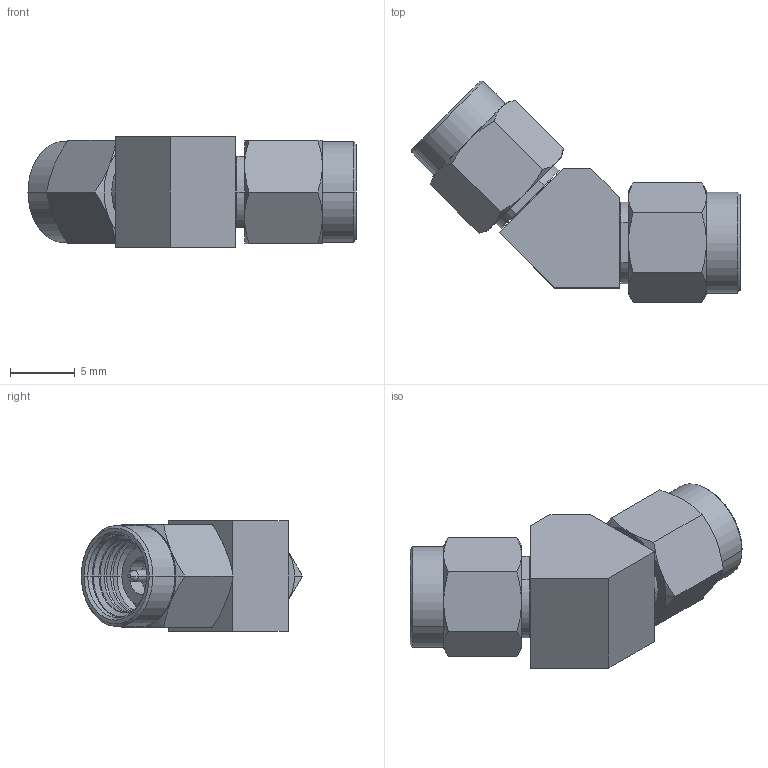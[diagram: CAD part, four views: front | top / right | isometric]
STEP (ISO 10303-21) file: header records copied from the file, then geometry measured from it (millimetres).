
FILE_DESCRIPTION (( 'STEP AP203' ), '1' );
FILE_NAME ('FMAD1590_3D.STEP', '2022-11-29T17:34:42', ( '' ), ( '' ), 'SwSTEP 2.0', 'SolidWorks 2022', '' );
FILE_SCHEMA (( 'CONFIG_CONTROL_DESIGN' ));
Length unit declared in the file: inch
Products named in the file (5): AD45S-K3K8-3.stp; ALS-K3K8-2-BODY.stp; FMAD1590_3D; ad45s-k3k3_asm.stp
Assembly tree (4 placements, depth 3):
  FMAD1590_3D
    ad45s-k3k3_asm.stp
      AD45S-K3K8-3.stp
      ALS-K3K8-2-BODY.stp
      ALS-K3K8-2-BODY.stp
Bounding box: 25.32 x 17.06 x 8.5 mm (x, y, z)
Volume: 1233.3 mm3; surface area: 1507.2 mm2
Topology: 3 solids, 3 shells, 220 faces, 474 edges, 276 vertices
Faces by surface type: cone 98, cylinder 74, plane 48
Entity records: 6687 total; most frequent: CARTESIAN_POINT 1314, DIRECTION 1114, ORIENTED_EDGE 948, EDGE_CURVE 474, AXIS2_PLACEMENT_3D 460, VERTEX_POINT 276, EDGE_LOOP 236, CIRCLE 232
